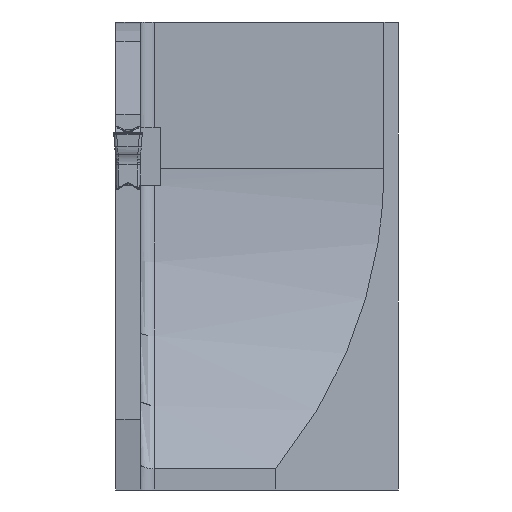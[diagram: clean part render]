
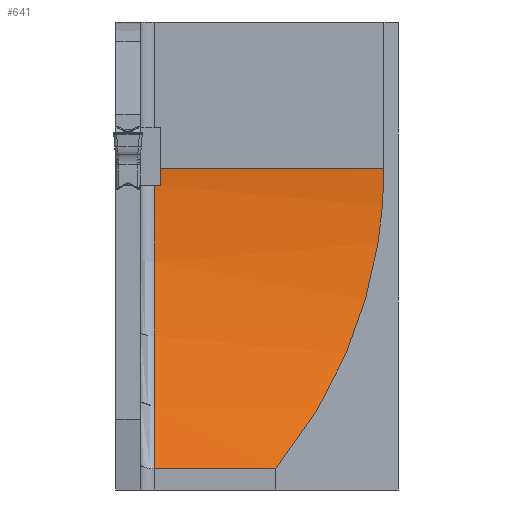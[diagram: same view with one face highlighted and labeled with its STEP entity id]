
A CAD part, front view. The second image highlights one B-rep face of the part: STEP entity #641.
In plain terms, the highlighted cylindrical face has radius 33.264 mm (diameter 66.527 mm), a partial arc.
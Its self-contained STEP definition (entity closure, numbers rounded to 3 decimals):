
#518=CYLINDRICAL_SURFACE('',#4385,33.264);
#592=ELLIPSE('',#4366,47.042,33.264);
#641=ADVANCED_FACE('',(#968),#518,.F.);
#968=FACE_OUTER_BOUND('',#1229,.T.);
#1229=EDGE_LOOP('',(#1718,#1719,#1720,#1721,#1722,#1723));
#1494=CIRCLE('',#4383,33.264);
#1495=CIRCLE('',#4384,33.264);
#1718=ORIENTED_EDGE('',*,*,#3366,.F.);
#1719=ORIENTED_EDGE('',*,*,#3367,.T.);
#1720=ORIENTED_EDGE('',*,*,#3364,.F.);
#1721=ORIENTED_EDGE('',*,*,#3336,.T.);
#1722=ORIENTED_EDGE('',*,*,#3325,.F.);
#1723=ORIENTED_EDGE('',*,*,#3368,.T.);
#2925=VERTEX_POINT('',#5506);
#2926=VERTEX_POINT('',#5508);
#2934=VERTEX_POINT('',#5530);
#2947=VERTEX_POINT('',#5583);
#2948=VERTEX_POINT('',#5587);
#2949=VERTEX_POINT('',#5588);
#3325=EDGE_CURVE('',#2925,#2926,#3968,.T.);
#3336=EDGE_CURVE('',#2934,#2926,#592,.T.);
#3364=EDGE_CURVE('',#2934,#2947,#4002,.T.);
#3366=EDGE_CURVE('',#2948,#2949,#4004,.T.);
#3367=EDGE_CURVE('',#2948,#2947,#1494,.T.);
#3368=EDGE_CURVE('',#2925,#2949,#1495,.T.);
#3968=LINE('',#5507,#4172);
#4002=LINE('',#5582,#4206);
#4004=LINE('',#5586,#4208);
#4172=VECTOR('',#4689,1.);
#4206=VECTOR('',#4763,1.);
#4208=VECTOR('',#4767,1.);
#4366=AXIS2_PLACEMENT_3D('',#5529,#4707,#4708);
#4383=AXIS2_PLACEMENT_3D('',#5589,#4768,#4769);
#4384=AXIS2_PLACEMENT_3D('',#5590,#4770,#4771);
#4385=AXIS2_PLACEMENT_3D('',#5591,#4772,#4773);
#4689=DIRECTION('',(1.,0.,0.));
#4707=DIRECTION('',(0.707,-0.707,0.));
#4708=DIRECTION('',(0.707,0.707,0.));
#4763=DIRECTION('',(-1.,0.,0.));
#4767=DIRECTION('',(1.,0.,0.));
#4768=DIRECTION('',(-1.,0.,0.));
#4769=DIRECTION('',(0.,0.,1.));
#4770=DIRECTION('',(-1.,0.,0.));
#4771=DIRECTION('',(0.,0.,1.));
#4772=DIRECTION('',(1.,0.,0.));
#4773=DIRECTION('',(0.,0.,1.));
#5506=CARTESIAN_POINT('',(-16.75,-104.,17.7));
#5507=CARTESIAN_POINT('',(-20.955,-104.,17.7));
#5508=CARTESIAN_POINT('',(-1.,-104.,17.7));
#5529=CARTESIAN_POINT('',(-34.264,-137.264,17.7));
#5530=CARTESIAN_POINT('',(-8.631,-111.631,-3.5));
#5582=CARTESIAN_POINT('',(-20.955,-111.631,-3.5));
#5583=CARTESIAN_POINT('',(-17.2,-111.631,-3.5));
#5586=CARTESIAN_POINT('',(-20.955,-104.023,16.46));
#5587=CARTESIAN_POINT('',(-17.2,-104.023,16.46));
#5588=CARTESIAN_POINT('',(-16.75,-104.023,16.46));
#5589=CARTESIAN_POINT('',(-17.2,-137.264,17.7));
#5590=CARTESIAN_POINT('',(-16.75,-137.264,17.7));
#5591=CARTESIAN_POINT('',(-20.955,-137.264,17.7));
